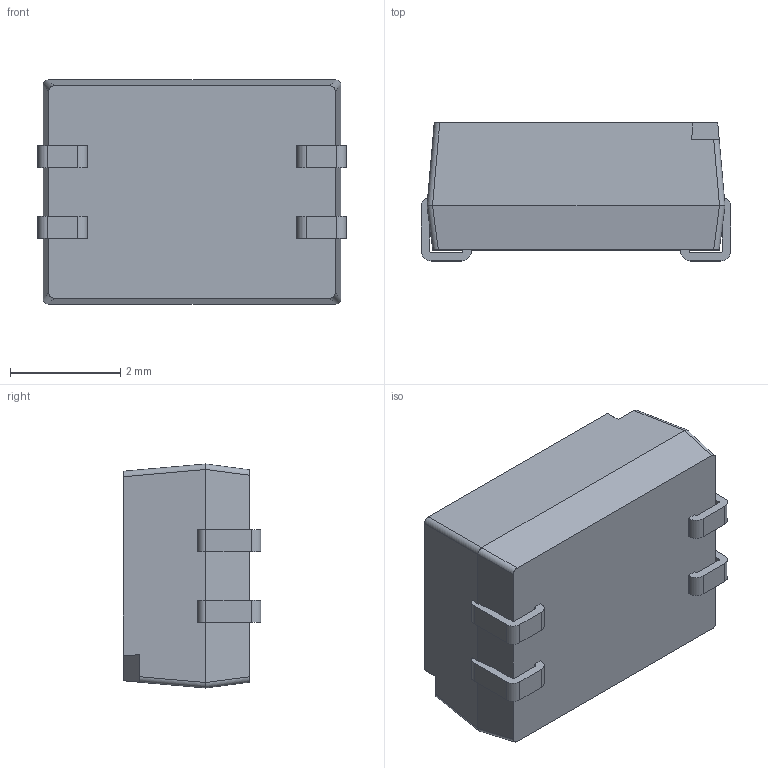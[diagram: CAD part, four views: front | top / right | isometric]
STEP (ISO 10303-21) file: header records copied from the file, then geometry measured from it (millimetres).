
FILE_DESCRIPTION (( 'STEP AP214' ), '1' );
FILE_NAME ('CHS-02TA.STEP', '2022-06-07T17:03:53', ( '' ), ( '' ), 'SwSTEP 2.0', 'SolidWorks 2017', '' );
FILE_SCHEMA (( 'AUTOMOTIVE_DESIGN' ));
Length unit declared in the file: millimetre
Products named in the file (4): pin^Assem1; CHS-xx body_02; CHS-02TA; switch^Assem1
Assembly tree (5 placements, depth 2):
  CHS-02TA
    CHS-xx body_02
    pin^Assem1  x2
    switch^Assem1  x2
Bounding box: 5.6 x 2.5 x 4.06 mm (x, y, z)
Volume: 47.3 mm3; surface area: 99.8 mm2
Topology: 7 solids, 7 shells, 126 faces, 316 edges, 208 vertices
Faces by surface type: plane 98, cylinder 28
Entity records: 2617 total; most frequent: CARTESIAN_POINT 471, ORIENTED_EDGE 416, DIRECTION 398, EDGE_CURVE 208, VECTOR 176, LINE 176, VERTEX_POINT 136, AXIS2_PLACEMENT_3D 111
